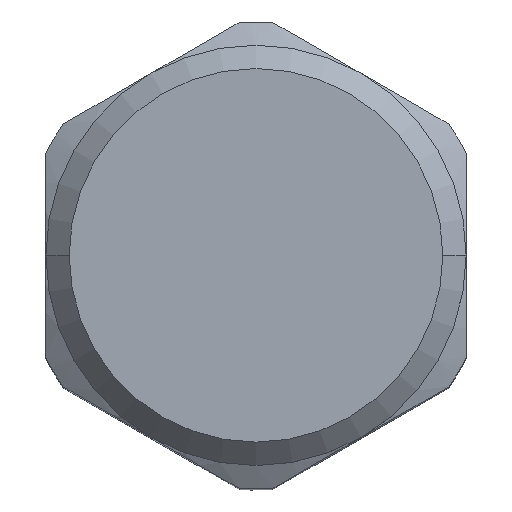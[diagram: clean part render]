
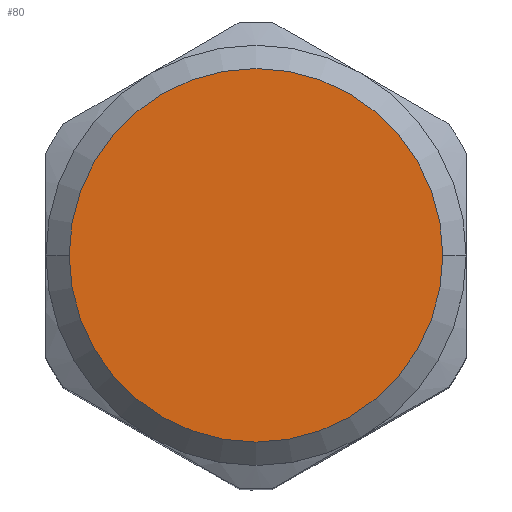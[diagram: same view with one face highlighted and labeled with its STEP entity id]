
A CAD part, top view. The second image highlights one B-rep face of the part: STEP entity #80.
In plain terms, the highlighted planar face has unit normal (0, 0, 1).
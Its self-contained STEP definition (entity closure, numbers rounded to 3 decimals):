
#80=ADVANCED_FACE('',(#152),#153,.T.);
#152=FACE_OUTER_BOUND('',#224,.T.);
#153=PLANE('',#225);
#224=EDGE_LOOP('',(#484,#485));
#225=AXIS2_PLACEMENT_3D('',#486,#487,#488);
#484=ORIENTED_EDGE('',*,*,#567,.T.);
#485=ORIENTED_EDGE('',*,*,#496,.T.);
#486=CARTESIAN_POINT('',(0.,0.,60.0));
#487=DIRECTION('',(0.0,0.0,1.0));
#488=DIRECTION('',(1.0,0.0,0.0));
#496=EDGE_CURVE('',#582,#580,#583,.T.);
#567=EDGE_CURVE('',#580,#582,#694,.T.);
#580=VERTEX_POINT('',#709);
#582=VERTEX_POINT('',#712);
#583=CIRCLE('',#713,16.0);
#694=CIRCLE('',#961,16.0);
#709=CARTESIAN_POINT('',(16.0,0.0,60.0));
#712=CARTESIAN_POINT('',(-16.0,0.,60.0));
#713=AXIS2_PLACEMENT_3D('',#977,#978,#979);
#961=AXIS2_PLACEMENT_3D('',#1096,#1097,#1098);
#977=CARTESIAN_POINT('',(0.,0.0,60.0));
#978=DIRECTION('',(0.0,0.0,1.0));
#979=DIRECTION('',(1.0,0.0,0.0));
#1096=CARTESIAN_POINT('',(0.,0.0,60.0));
#1097=DIRECTION('',(0.0,0.0,1.0));
#1098=DIRECTION('',(1.0,0.0,0.0));
